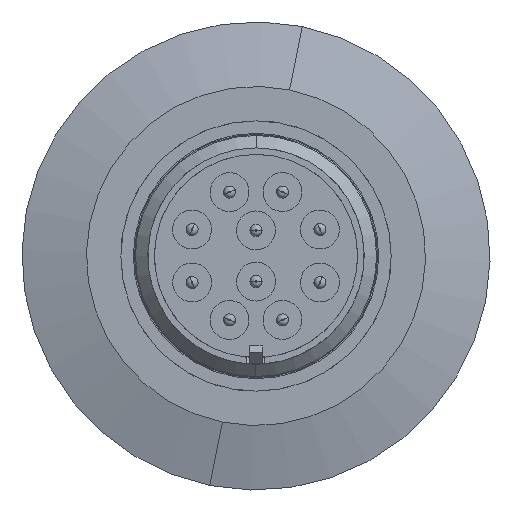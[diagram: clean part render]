
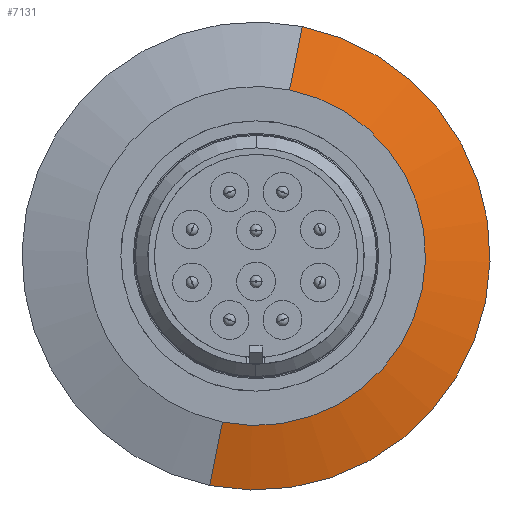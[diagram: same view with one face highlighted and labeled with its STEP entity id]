
A CAD part, front view. The second image highlights one B-rep face of the part: STEP entity #7131.
In plain terms, the highlighted conical face has half-angle 75 degrees and reference radius 27.495 mm.
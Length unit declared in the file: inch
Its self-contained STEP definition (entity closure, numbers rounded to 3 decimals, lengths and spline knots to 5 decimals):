
#1074 = LINE ( 'NONE', #7549, #1078 ) ;
#1077 = CIRCLE ( 'NONE', #7409, 1.0825 ) ;
#1078 = VECTOR ( 'NONE', #7589, 39.37008 ) ;
#1117 = CIRCLE ( 'NONE', #7394, 0.78394 ) ;
#1163 = LINE ( 'NONE', #9365, #1166 ) ;
#1166 = VECTOR ( 'NONE', #9344, 39.37008 ) ;
#1266 = EDGE_CURVE ( 'NONE', #2215, #1901, #1074, .T. ) ;
#1268 = EDGE_CURVE ( 'NONE', #1901, #1833, #1077, .T. ) ;
#1293 = EDGE_CURVE ( 'NONE', #2076, #2215, #1117, .T. ) ;
#1324 = EDGE_CURVE ( 'NONE', #2076, #2222, #1163, .T. ) ;
#1472 = EDGE_CURVE ( 'NONE', #1833, #2222, #3561, .T. ) ;
#1833 = VERTEX_POINT ( 'NONE', #5531 ) ;
#1901 = VERTEX_POINT ( 'NONE', #5552 ) ;
#2076 = VERTEX_POINT ( 'NONE', #4580 ) ;
#2215 = VERTEX_POINT ( 'NONE', #4656 ) ;
#2222 = VERTEX_POINT ( 'NONE', #4661 ) ;
#2379 = CARTESIAN_POINT ( 'NONE',  ( 0., 1.58065, 0. ) ) ;
#2380 = DIRECTION ( 'NONE',  ( 0., -1., 0. ) ) ;
#2381 = DIRECTION ( 'NONE',  ( -0.98, 0., 0.198 ) ) ;
#3561 = CIRCLE ( 'NONE', #7267, 1.0825 ) ;
#4580 = CARTESIAN_POINT ( 'NONE',  ( 0.15533, 1.50065, 0.76839 ) ) ;
#4656 = CARTESIAN_POINT ( 'NONE',  ( -0.15533, 1.50065, -0.76839 ) ) ;
#4661 = CARTESIAN_POINT ( 'NONE',  ( 0.21449, 1.58065, 1.06104 ) ) ;
#5031 = FACE_OUTER_BOUND ( 'NONE', #11388, .T. ) ;
#5037 = CONICAL_SURFACE ( 'NONE', #6389, 1.0825, 1.309 ) ;
#5531 = CARTESIAN_POINT ( 'NONE',  ( 1.06104, 1.58065, -0.21449 ) ) ;
#5552 = CARTESIAN_POINT ( 'NONE',  ( -0.21449, 1.58065, -1.06104 ) ) ;
#6389 = AXIS2_PLACEMENT_3D ( 'NONE', #6709, #6707, #6710 ) ;
#6707 = DIRECTION ( 'NONE',  ( 0., 1., 0. ) ) ;
#6709 = CARTESIAN_POINT ( 'NONE',  ( 0., 1.58065, 0. ) ) ;
#6710 = DIRECTION ( 'NONE',  ( 0.198, 0., 0.98 ) ) ;
#7131 = ADVANCED_FACE ( 'NONE', ( #5031 ), #5037, .T. ) ;
#7267 = AXIS2_PLACEMENT_3D ( 'NONE', #2379, #2380, #2381 ) ;
#7394 = AXIS2_PLACEMENT_3D ( 'NONE', #9569, #9587, #9590 ) ;
#7409 = AXIS2_PLACEMENT_3D ( 'NONE', #7584, #7585, #7581 ) ;
#7549 = CARTESIAN_POINT ( 'NONE',  ( -0.21449, 1.58065, -1.06104 ) ) ;
#7581 = DIRECTION ( 'NONE',  ( -0.98, 0., 0.198 ) ) ;
#7584 = CARTESIAN_POINT ( 'NONE',  ( 0., 1.58065, 0. ) ) ;
#7585 = DIRECTION ( 'NONE',  ( 0., -1., 0. ) ) ;
#7589 = DIRECTION ( 'NONE',  ( -0.191, 0.259, -0.947 ) ) ;
#7613 = ORIENTED_EDGE ( 'NONE', *, *, #1472, .T. ) ;
#7672 = ORIENTED_EDGE ( 'NONE', *, *, #1266, .T. ) ;
#7689 = ORIENTED_EDGE ( 'NONE', *, *, #1268, .T. ) ;
#7746 = ORIENTED_EDGE ( 'NONE', *, *, #1324, .F. ) ;
#8227 = ORIENTED_EDGE ( 'NONE', *, *, #1293, .T. ) ;
#9344 = DIRECTION ( 'NONE',  ( 0.191, 0.259, 0.947 ) ) ;
#9365 = CARTESIAN_POINT ( 'NONE',  ( 0.21449, 1.58065, 1.06104 ) ) ;
#9569 = CARTESIAN_POINT ( 'NONE',  ( 0., 1.50065, 0. ) ) ;
#9587 = DIRECTION ( 'NONE',  ( 0., 1., 0. ) ) ;
#9590 = DIRECTION ( 'NONE',  ( 0.198, 0., 0.98 ) ) ;
#11388 = EDGE_LOOP ( 'NONE', ( #8227, #7672, #7689, #7613, #7746 ) ) ;
